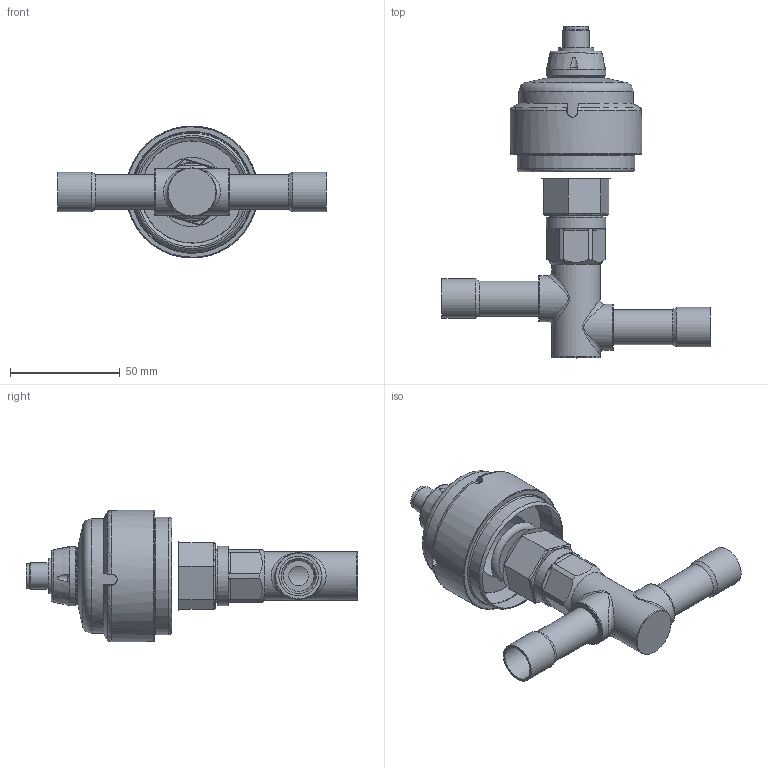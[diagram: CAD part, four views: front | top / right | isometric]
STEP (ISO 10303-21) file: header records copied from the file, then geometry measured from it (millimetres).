
FILE_DESCRIPTION(/* description */ (''),/* implementation_level */ '2;1');
FILE_NAME(/* name */ '034G4210R.stp',/* time_stamp */ '2022-08-22T12:18:59+03:00',/* author */ ('U403152'),/* organization */ (''),/* preprocessor_version */ 'ST-DEVELOPER v18.1',/* originating_system */ 'Autodesk Inventor 2020',/* authorisation */ '');
FILE_SCHEMA (('AUTOMOTIVE_DESIGN { 1 0 10303 214 3 1 1 }'));
Length unit declared in the file: millimetre
Products named in the file (1): Part1
Bounding box: 122 x 151 x 60 mm (x, y, z)
Volume: 99102.5 mm3; surface area: 46323.1 mm2
Topology: 1 solids, 5 shells, 256 faces, 721 edges, 499 vertices
Faces by surface type: cylinder 114, plane 67, cone 26, bspline 23, torus 16, sphere 10
Full cylindrical faces by diameter (mm): 1 x8, 8 x1, 9 x3, 9.2 x1, 10 x1, 11 x1, 11.5 x1, 12 x1, 12.35 x1, 14 x3, 16 x5, 16.1 x1, 16.25 x1, 18 x2, 18.4 x1, 18.8 x1, 18.918 x6, 19 x1, 19.783 x7, 20 x1, 20.5 x1, 21 x2, 22 x1, 24 x1, 27 x2, 46 x1, 46.5 x1, 49.9 x1, 52 x1, 53.5 x2
Entity records: 16027 total; most frequent: CARTESIAN_POINT 9459, ORIENTED_EDGE 1418, DIRECTION 1361, EDGE_CURVE 709, AXIS2_PLACEMENT_3D 578, VERTEX_POINT 499, CIRCLE 330, EDGE_LOOP 302
